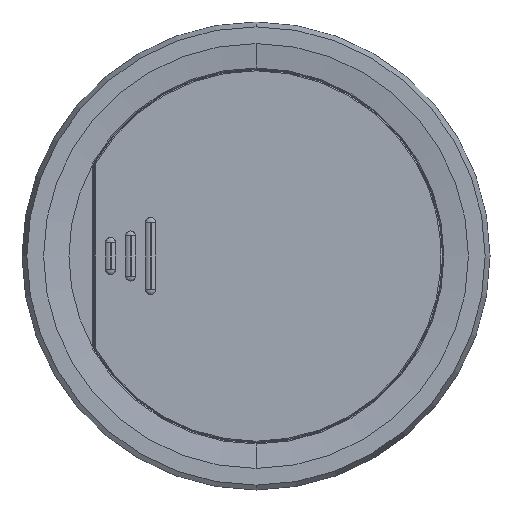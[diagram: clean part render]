
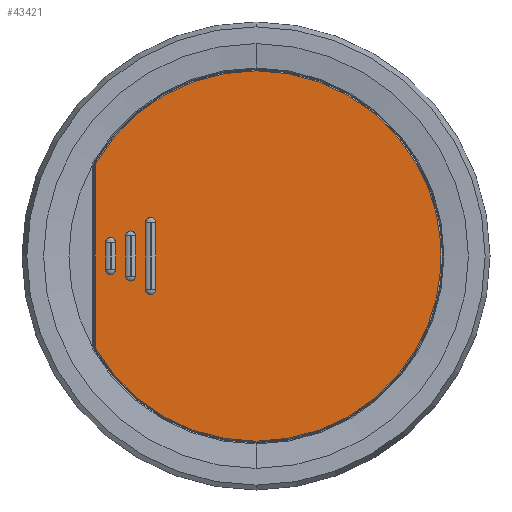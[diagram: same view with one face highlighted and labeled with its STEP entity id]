
A CAD part, front view. The second image highlights one B-rep face of the part: STEP entity #43421.
In plain terms, the highlighted face is planar.
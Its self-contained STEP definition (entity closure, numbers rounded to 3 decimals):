
#39873=CARTESIAN_POINT('',(-2.71,-20.876,4.653));
#39874=DIRECTION('',(0.,0.201,-0.98));
#39875=DIRECTION('',(-0.863,-0.495,-0.101));
#39876=AXIS2_PLACEMENT_3D('',#39873,#39874,#39875);
#39881=CARTESIAN_POINT('',(-2.71,6.086,10.179));
#39882=DIRECTION('',(0.,0.201,-0.98));
#39883=DIRECTION('',(-1.,0.,0.));
#39884=AXIS2_PLACEMENT_3D('',#39881,#39882,#39883);
#39889=CARTESIAN_POINT('',(20.81,-7.395,7.416));
#39890=DIRECTION('',(0.,0.201,-0.98));
#39891=DIRECTION('',(-0.863,0.495,0.101));
#39892=AXIS2_PLACEMENT_3D('',#39889,#39890,#39891);
#39897=CARTESIAN_POINT('',(20.81,-7.395,7.416));
#39898=DIRECTION('',(0.,0.201,-0.98));
#39899=DIRECTION('',(0.866,0.49,0.1));
#39900=AXIS2_PLACEMENT_3D('',#39897,#39898,#39899);
#39905=CARTESIAN_POINT('',(20.81,-7.395,7.416));
#39906=DIRECTION('',(0.,0.201,-0.98));
#39907=DIRECTION('',(0.863,-0.495,-0.101));
#39908=AXIS2_PLACEMENT_3D('',#39905,#39906,#39907);
#39913=CARTESIAN_POINT('',(5.06,-2.496,8.42));
#39914=DIRECTION('',(0.,-0.201,0.98));
#39915=DIRECTION('',(1.,0.,0.));
#39916=AXIS2_PLACEMENT_3D('',#39913,#39914,#39915);
#39921=CARTESIAN_POINT('',(5.06,-12.293,6.412));
#39922=DIRECTION('',(0.,-0.201,0.98));
#39923=DIRECTION('',(-1.,0.,0.));
#39924=AXIS2_PLACEMENT_3D('',#39921,#39922,#39923);
#39929=CARTESIAN_POINT('',(2.06,-4.456,8.019));
#39930=DIRECTION('',(0.,-0.201,0.98));
#39931=DIRECTION('',(1.,0.,0.));
#39932=AXIS2_PLACEMENT_3D('',#39929,#39930,#39931);
#39937=CARTESIAN_POINT('',(2.06,-10.334,6.814));
#39938=DIRECTION('',(0.,-0.201,0.98));
#39939=DIRECTION('',(-1.,0.,0.));
#39940=AXIS2_PLACEMENT_3D('',#39937,#39938,#39939);
#39945=CARTESIAN_POINT('',(-0.94,-5.435,
7.818));
#39946=DIRECTION('',(0.,-0.201,0.98));
#39947=DIRECTION('',(1.,0.,0.));
#39948=AXIS2_PLACEMENT_3D('',#39945,#39946,#39947);
#39953=CARTESIAN_POINT('',(-0.94,-9.354,7.015));
#39954=DIRECTION('',(0.,-0.201,0.98));
#39955=DIRECTION('',(-1.,0.,0.));
#39956=AXIS2_PLACEMENT_3D('',#39953,#39954,#39955);
#40009=DIRECTION('',(0.,-0.98,
-0.201));
#40010=VECTOR('',#40009,27.523);
#40011=CARTESIAN_POINT('',(-3.16,6.086,10.179));
#40012=LINE('',#40011,#40010);
#42698=DIRECTION('',(0.,-0.98,-0.201));
#42699=VECTOR('',#42698,10.);
#42700=CARTESIAN_POINT('',(5.81,-2.496,
8.42));
#42701=LINE('',#42700,#42699);
#42744=DIRECTION('',(0.,0.98,0.201));
#42745=VECTOR('',#42744,10.);
#42746=CARTESIAN_POINT('',(4.31,-12.293,
6.412));
#42747=LINE('',#42746,#42745);
#42774=DIRECTION('',(0.,-0.98,-0.201));
#42775=VECTOR('',#42774,6.);
#42776=CARTESIAN_POINT('',(2.81,-4.456,
8.019));
#42777=LINE('',#42776,#42775);
#42820=DIRECTION('',(0.,0.98,0.201));
#42821=VECTOR('',#42820,6.);
#42822=CARTESIAN_POINT('',(1.31,-10.334,
6.814));
#42823=LINE('',#42822,#42821);
#42850=DIRECTION('',(0.,-0.98,-0.201));
#42851=VECTOR('',#42850,4.);
#42852=CARTESIAN_POINT('',(-0.19,-5.435,
7.818));
#42853=LINE('',#42852,#42851);
#42896=DIRECTION('',(0.,0.98,0.201));
#42897=VECTOR('',#42896,4.);
#42898=CARTESIAN_POINT('',(-1.69,-9.354,
7.015));
#42899=LINE('',#42898,#42897);
#42919=CARTESIAN_POINT('',(-3.098,-21.098,
4.608));
#42920=CARTESIAN_POINT('',(-3.16,-20.876,
4.653));
#42921=VERTEX_POINT('',#42919);
#42922=VERTEX_POINT('',#42920);
#42923=CARTESIAN_POINT('',(-3.16,6.086,10.179));
#42924=VERTEX_POINT('',#42923);
#42925=CARTESIAN_POINT('',(-3.098,6.309,
10.225));
#42926=VERTEX_POINT('',#42925);
#42927=CARTESIAN_POINT('',(44.802,6.168,10.196));
#42928=VERTEX_POINT('',#42927);
#42929=CARTESIAN_POINT('',(44.718,-21.098,
4.608));
#42930=VERTEX_POINT('',#42929);
#42931=CARTESIAN_POINT('',(5.81,-2.496,
8.42));
#42932=CARTESIAN_POINT('',(5.81,-12.293,
6.412));
#42933=VERTEX_POINT('',#42931);
#42934=VERTEX_POINT('',#42932);
#42935=CARTESIAN_POINT('',(4.31,-2.496,
8.42));
#42936=VERTEX_POINT('',#42935);
#42937=CARTESIAN_POINT('',(4.31,-12.293,
6.412));
#42938=VERTEX_POINT('',#42937);
#42939=CARTESIAN_POINT('',(2.81,-4.456,
8.019));
#42940=CARTESIAN_POINT('',(2.81,-10.334,
6.814));
#42941=VERTEX_POINT('',#42939);
#42942=VERTEX_POINT('',#42940);
#42943=CARTESIAN_POINT('',(1.31,-4.456,
8.019));
#42944=VERTEX_POINT('',#42943);
#42945=CARTESIAN_POINT('',(1.31,-10.334,
6.814));
#42946=VERTEX_POINT('',#42945);
#42947=CARTESIAN_POINT('',(-0.19,-5.435,
7.818));
#42948=CARTESIAN_POINT('',(-0.19,-9.354,
7.015));
#42949=VERTEX_POINT('',#42947);
#42950=VERTEX_POINT('',#42948);
#42951=CARTESIAN_POINT('',(-1.69,-5.435,
7.818));
#42952=VERTEX_POINT('',#42951);
#42953=CARTESIAN_POINT('',(-1.69,-9.354,
7.015));
#42954=VERTEX_POINT('',#42953);
#43372=CARTESIAN_POINT('',(20.81,-7.395,7.416));
#43373=DIRECTION('',(0.,0.201,-0.98));
#43374=DIRECTION('',(1.,0.,0.));
#43375=AXIS2_PLACEMENT_3D('',#43372,#43373,#43374);
#43376=PLANE('',#43375);
#43378=ORIENTED_EDGE('',*,*,#43377,.T.);
#43380=ORIENTED_EDGE('',*,*,#43379,.F.);
#43382=ORIENTED_EDGE('',*,*,#43381,.T.);
#43384=ORIENTED_EDGE('',*,*,#43383,.T.);
#43386=ORIENTED_EDGE('',*,*,#43385,.T.);
#43388=ORIENTED_EDGE('',*,*,#43387,.T.);
#43389=EDGE_LOOP('',(#43378,#43380,#43382,#43384,#43386,#43388));
#43390=FACE_OUTER_BOUND('',#43389,.F.);
#43392=ORIENTED_EDGE('',*,*,#43391,.F.);
#43394=ORIENTED_EDGE('',*,*,#43393,.T.);
#43396=ORIENTED_EDGE('',*,*,#43395,.F.);
#43398=ORIENTED_EDGE('',*,*,#43397,.T.);
#43399=EDGE_LOOP('',(#43392,#43394,#43396,#43398));
#43400=FACE_BOUND('',#43399,.F.);
#43402=ORIENTED_EDGE('',*,*,#43401,.F.);
#43404=ORIENTED_EDGE('',*,*,#43403,.T.);
#43406=ORIENTED_EDGE('',*,*,#43405,.F.);
#43408=ORIENTED_EDGE('',*,*,#43407,.T.);
#43409=EDGE_LOOP('',(#43402,#43404,#43406,#43408));
#43410=FACE_BOUND('',#43409,.F.);
#43412=ORIENTED_EDGE('',*,*,#43411,.F.);
#43414=ORIENTED_EDGE('',*,*,#43413,.T.);
#43416=ORIENTED_EDGE('',*,*,#43415,.F.);
#43418=ORIENTED_EDGE('',*,*,#43417,.T.);
#43419=EDGE_LOOP('',(#43412,#43414,#43416,#43418));
#43420=FACE_BOUND('',#43419,.F.);
#39877=CIRCLE('',#39876,0.45);
#39885=CIRCLE('',#39884,0.45);
#39893=CIRCLE('',#39892,27.7);
#39901=CIRCLE('',#39900,27.7);
#39909=CIRCLE('',#39908,27.7);
#39917=CIRCLE('',#39916,0.75);
#39925=CIRCLE('',#39924,0.75);
#39933=CIRCLE('',#39932,0.75);
#39941=CIRCLE('',#39940,0.75);
#39949=CIRCLE('',#39948,0.75);
#39957=CIRCLE('',#39956,0.75);
#43377=EDGE_CURVE('',#42921,#42922,#39877,.T.);
#43379=EDGE_CURVE('',#42924,#42922,#40012,.T.);
#43381=EDGE_CURVE('',#42924,#42926,#39885,.T.);
#43383=EDGE_CURVE('',#42926,#42928,#39893,.T.);
#43385=EDGE_CURVE('',#42928,#42930,#39901,.T.);
#43387=EDGE_CURVE('',#42930,#42921,#39909,.T.);
#43391=EDGE_CURVE('',#42933,#42934,#42701,.T.);
#43393=EDGE_CURVE('',#42933,#42936,#39917,.T.);
#43395=EDGE_CURVE('',#42938,#42936,#42747,.T.);
#43397=EDGE_CURVE('',#42938,#42934,#39925,.T.);
#43401=EDGE_CURVE('',#42941,#42942,#42777,.T.);
#43403=EDGE_CURVE('',#42941,#42944,#39933,.T.);
#43405=EDGE_CURVE('',#42946,#42944,#42823,.T.);
#43407=EDGE_CURVE('',#42946,#42942,#39941,.T.);
#43411=EDGE_CURVE('',#42949,#42950,#42853,.T.);
#43413=EDGE_CURVE('',#42949,#42952,#39949,.T.);
#43415=EDGE_CURVE('',#42954,#42952,#42899,.T.);
#43417=EDGE_CURVE('',#42954,#42950,#39957,.T.);
#43421=ADVANCED_FACE('',(#43390,#43400,#43410,#43420),#43376,.F.);
